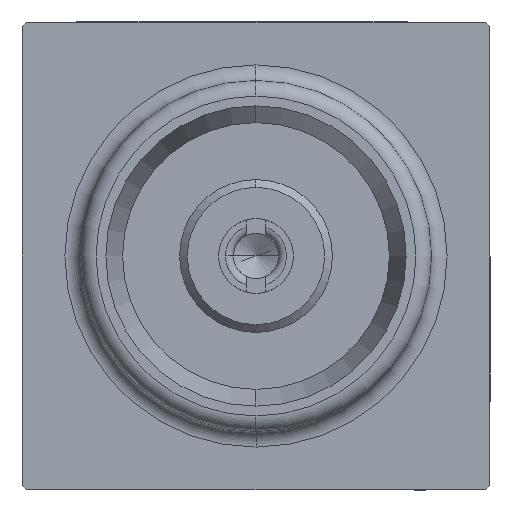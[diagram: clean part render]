
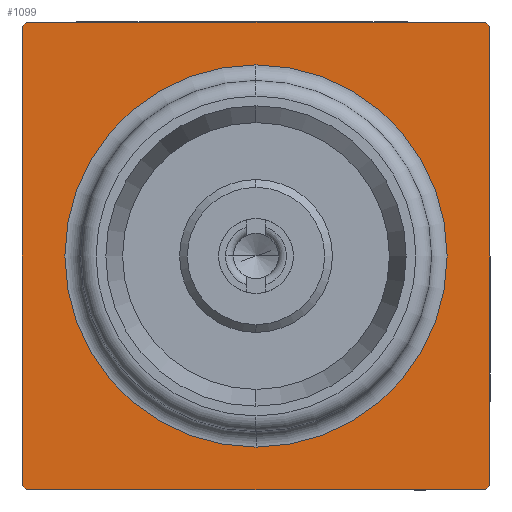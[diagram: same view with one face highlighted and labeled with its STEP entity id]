
A CAD part, left-side view. The second image highlights one B-rep face of the part: STEP entity #1099.
In plain terms, the highlighted planar face has unit normal (-1, 0, 0).
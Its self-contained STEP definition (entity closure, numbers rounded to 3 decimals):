
#24 = EDGE_CURVE ( 'NONE', #141, #3707, #256, .T. ) ;
#48 = CARTESIAN_POINT ( 'NONE',  ( 4.45, 3., 0. ) ) ;
#123 = AXIS2_PLACEMENT_3D ( 'NONE', #3522, #1180, #3624 ) ;
#141 = VERTEX_POINT ( 'NONE', #959 ) ;
#146 = VECTOR ( 'NONE', #3722, 1000. ) ;
#156 = CARTESIAN_POINT ( 'NONE',  ( 4.45, 2.939, -3. ) ) ;
#161 = LINE ( 'NONE', #2179, #843 ) ;
#175 = DIRECTION ( 'NONE',  ( 0., 0., -1. ) ) ;
#230 = VERTEX_POINT ( 'NONE', #1579 ) ;
#256 = CIRCLE ( 'NONE', #123, 4.2 ) ;
#325 = ORIENTED_EDGE ( 'NONE', *, *, #1379, .F. ) ;
#450 = CARTESIAN_POINT ( 'NONE',  ( 4.45, 0., 0. ) ) ;
#479 = CIRCLE ( 'NONE', #1115, 2.45 ) ;
#480 = VERTEX_POINT ( 'NONE', #1892 ) ;
#494 = ORIENTED_EDGE ( 'NONE', *, *, #24, .T. ) ;
#499 = CARTESIAN_POINT ( 'NONE',  ( 4.45, 0., 0. ) ) ;
#596 = DIRECTION ( 'NONE',  ( 0., 0., 1. ) ) ;
#601 = AXIS2_PLACEMENT_3D ( 'NONE', #3706, #2791, #175 ) ;
#666 = EDGE_CURVE ( 'NONE', #2169, #480, #3319, .T. ) ;
#779 = ORIENTED_EDGE ( 'NONE', *, *, #2646, .F. ) ;
#783 = CARTESIAN_POINT ( 'NONE',  ( 4.45, 3., -2.939 ) ) ;
#796 = AXIS2_PLACEMENT_3D ( 'NONE', #1133, #1119, #1106 ) ;
#797 = DIRECTION ( 'NONE',  ( 0., 0., -1. ) ) ;
#843 = VECTOR ( 'NONE', #1042, 1000. ) ;
#959 = CARTESIAN_POINT ( 'NONE',  ( 4.45, -3., 2.939 ) ) ;
#968 = DIRECTION ( 'NONE',  ( -1., 0., 0. ) ) ;
#969 = ORIENTED_EDGE ( 'NONE', *, *, #3226, .T. ) ;
#1036 = AXIS2_PLACEMENT_3D ( 'NONE', #3278, #1516, #3565 ) ;
#1042 = DIRECTION ( 'NONE',  ( 0., 1., 0. ) ) ;
#1090 = CIRCLE ( 'NONE', #2194, 4.2 ) ;
#1099 = ADVANCED_FACE ( 'NONE', ( #3202, #1656 ), #1918, .F. ) ;
#1103 = EDGE_CURVE ( 'NONE', #2169, #2196, #2920, .T. ) ;
#1106 = DIRECTION ( 'NONE',  ( 0., 0., 1. ) ) ;
#1115 = AXIS2_PLACEMENT_3D ( 'NONE', #450, #1612, #2199 ) ;
#1119 = DIRECTION ( 'NONE',  ( -1., 0., 0. ) ) ;
#1122 = ORIENTED_EDGE ( 'NONE', *, *, #2068, .T. ) ;
#1133 = CARTESIAN_POINT ( 'NONE',  ( 4.45, 0., 0. ) ) ;
#1171 = VERTEX_POINT ( 'NONE', #1716 ) ;
#1180 = DIRECTION ( 'NONE',  ( -1., 0., 0. ) ) ;
#1352 = EDGE_LOOP ( 'NONE', ( #2889, #3077, #325, #494, #779, #969, #3010, #3095 ) ) ;
#1379 = EDGE_CURVE ( 'NONE', #141, #1767, #2279, .T. ) ;
#1411 = CARTESIAN_POINT ( 'NONE',  ( 4.45, -3., 0. ) ) ;
#1439 = CARTESIAN_POINT ( 'NONE',  ( 4.45, -2.939, 3. ) ) ;
#1516 = DIRECTION ( 'NONE',  ( -1., 0., 0. ) ) ;
#1579 = CARTESIAN_POINT ( 'NONE',  ( 4.45, 2.939, 3. ) ) ;
#1612 = DIRECTION ( 'NONE',  ( 1., 0., 0. ) ) ;
#1656 = FACE_OUTER_BOUND ( 'NONE', #1352, .T. ) ;
#1678 = EDGE_LOOP ( 'NONE', ( #3661, #1122 ) ) ;
#1716 = CARTESIAN_POINT ( 'NONE',  ( 4.45, 0., 2.45 ) ) ;
#1731 = DIRECTION ( 'NONE',  ( 0., 0., -1. ) ) ;
#1767 = VERTEX_POINT ( 'NONE', #3284 ) ;
#1892 = CARTESIAN_POINT ( 'NONE',  ( 4.45, 3., 2.939 ) ) ;
#1918 = PLANE ( 'NONE',  #601 ) ;
#2068 = EDGE_CURVE ( 'NONE', #1171, #3679, #479, .T. ) ;
#2169 = VERTEX_POINT ( 'NONE', #783 ) ;
#2179 = CARTESIAN_POINT ( 'NONE',  ( 4.45, 2.25, -3. ) ) ;
#2194 = AXIS2_PLACEMENT_3D ( 'NONE', #2717, #968, #3001 ) ;
#2196 = VERTEX_POINT ( 'NONE', #156 ) ;
#2199 = DIRECTION ( 'NONE',  ( 0., 0., -1. ) ) ;
#2279 = LINE ( 'NONE', #1411, #3729 ) ;
#2353 = VECTOR ( 'NONE', #596, 1000. ) ;
#2454 = CIRCLE ( 'NONE', #2583, 2.45 ) ;
#2487 = LINE ( 'NONE', #3444, #146 ) ;
#2544 = DIRECTION ( 'NONE',  ( 1., 0., 0. ) ) ;
#2583 = AXIS2_PLACEMENT_3D ( 'NONE', #499, #2544, #797 ) ;
#2598 = CARTESIAN_POINT ( 'NONE',  ( 4.45, 0., -2.45 ) ) ;
#2620 = EDGE_CURVE ( 'NONE', #3679, #1171, #2454, .T. ) ;
#2646 = EDGE_CURVE ( 'NONE', #230, #3707, #2487, .T. ) ;
#2717 = CARTESIAN_POINT ( 'NONE',  ( 4.45, 0., 0. ) ) ;
#2791 = DIRECTION ( 'NONE',  ( 1., 0., 0. ) ) ;
#2889 = ORIENTED_EDGE ( 'NONE', *, *, #3424, .F. ) ;
#2920 = CIRCLE ( 'NONE', #796, 4.2 ) ;
#2959 = VERTEX_POINT ( 'NONE', #3442 ) ;
#3001 = DIRECTION ( 'NONE',  ( 0., 0., 1. ) ) ;
#3010 = ORIENTED_EDGE ( 'NONE', *, *, #666, .F. ) ;
#3077 = ORIENTED_EDGE ( 'NONE', *, *, #3195, .T. ) ;
#3095 = ORIENTED_EDGE ( 'NONE', *, *, #1103, .T. ) ;
#3195 = EDGE_CURVE ( 'NONE', #2959, #1767, #3673, .T. ) ;
#3202 = FACE_BOUND ( 'NONE', #1678, .T. ) ;
#3226 = EDGE_CURVE ( 'NONE', #230, #480, #1090, .T. ) ;
#3278 = CARTESIAN_POINT ( 'NONE',  ( 4.45, 0., 0. ) ) ;
#3284 = CARTESIAN_POINT ( 'NONE',  ( 4.45, -3., -2.939 ) ) ;
#3319 = LINE ( 'NONE', #48, #2353 ) ;
#3424 = EDGE_CURVE ( 'NONE', #2959, #2196, #161, .T. ) ;
#3442 = CARTESIAN_POINT ( 'NONE',  ( 4.45, -2.939, -3. ) ) ;
#3444 = CARTESIAN_POINT ( 'NONE',  ( 4.45, 2.25, 3. ) ) ;
#3522 = CARTESIAN_POINT ( 'NONE',  ( 4.45, 0., 0. ) ) ;
#3565 = DIRECTION ( 'NONE',  ( 0., 0., 1. ) ) ;
#3624 = DIRECTION ( 'NONE',  ( 0., 0., 1. ) ) ;
#3661 = ORIENTED_EDGE ( 'NONE', *, *, #2620, .T. ) ;
#3673 = CIRCLE ( 'NONE', #1036, 4.2 ) ;
#3679 = VERTEX_POINT ( 'NONE', #2598 ) ;
#3706 = CARTESIAN_POINT ( 'NONE',  ( 4.45, 2.25, 0. ) ) ;
#3707 = VERTEX_POINT ( 'NONE', #1439 ) ;
#3722 = DIRECTION ( 'NONE',  ( 0., -1., 0. ) ) ;
#3729 = VECTOR ( 'NONE', #1731, 1000. ) ;
